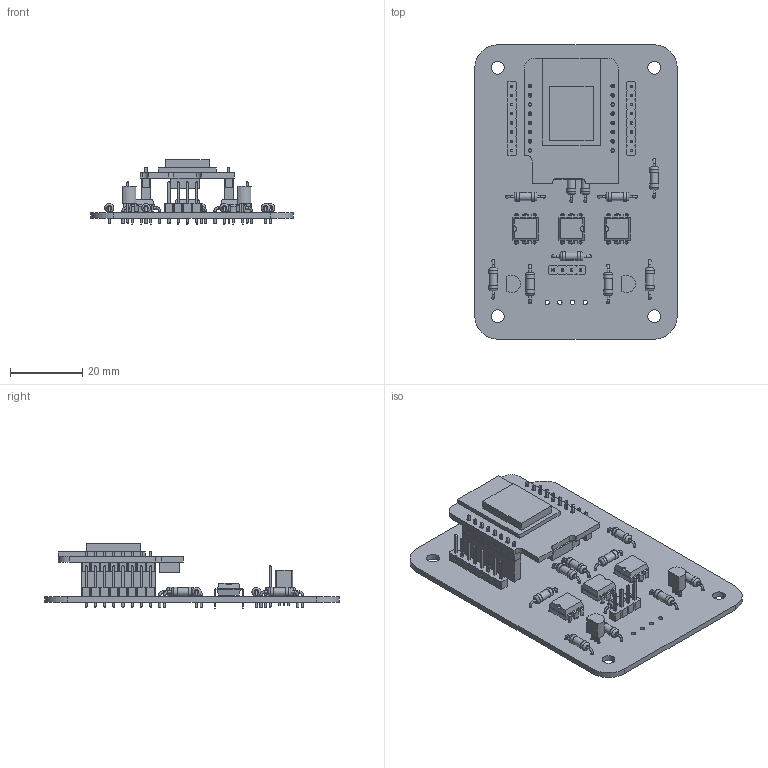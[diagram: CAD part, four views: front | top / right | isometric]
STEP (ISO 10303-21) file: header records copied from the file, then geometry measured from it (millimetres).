
FILE_DESCRIPTION(('KiCad electronic assembly'),'2;1');
FILE_NAME('vista20p-alt.step','2021-10-30T20:49:21',('An Author'),( 'A Company'),'Open CASCADE STEP processor 6.9', 'KiCad to STEP converter','Unknown');
FILE_SCHEMA(('AUTOMOTIVE_DESIGN { 1 0 10303 214 1 1 1 1 }'));
Length unit declared in the file: millimetre
Products named in the file (16): Open CASCADE STEP translator 6.9 1; PinHeader_1x08_P2.54mm_Vertical; SOLID; R_Axial_DIN0207_L6.3mm_D2.5mm_P10.16mm_Horizontal; PinHeader_1x04_P2.54mm_Vertical; DIP-6_W7.62mm; TO-92_Inline; WEMOS_D1_mini_light; PinSocket_1x08_P2.54mm_Vertical; COMPOUND
Assembly tree (31 placements, depth 3):
  Open CASCADE STEP translator 6.9 1
    PinHeader_1x08_P2.54mm_Vertical  x4
      SOLID
    R_Axial_DIN0207_L6.3mm_D2.5mm_P10.16mm_Horizontal  x10
      SOLID
    PinHeader_1x04_P2.54mm_Vertical
      SOLID
    DIP-6_W7.62mm  x3
      SOLID
    TO-92_Inline  x2
      SOLID
    WEMOS_D1_mini_light
      SOLID
    PinSocket_1x08_P2.54mm_Vertical  x2
      SOLID
    COMPOUND
Bounding box: 55.88 x 81.28 x 17.9 mm (x, y, z)
Volume: 11683.2 mm3; surface area: 16692.6 mm2
Topology: 24 solids, 24 shells, 2097 faces, 5128 edges, 3246 vertices
Faces by surface type: plane 1779, cylinder 224, bspline 54, torus 40
Full cylindrical faces by diameter (mm): 0.6 x40, 0.75 x6, 0.8 x38, 1 x52, 1.2 x4, 2.25 x10, 2.5 x20, 3.5 x4
Entity records: 60408 total; most frequent: CARTESIAN_POINT 10018, DIRECTION 8409, LINE 5879, VECTOR 5879, ORIENTED_EDGE 4330, PCURVE 4330, DEFINITIONAL_REPRESENTATION 4330, EDGE_CURVE 2165
